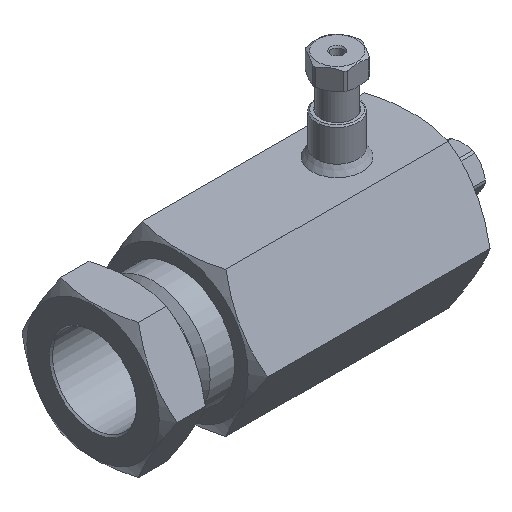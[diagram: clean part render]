
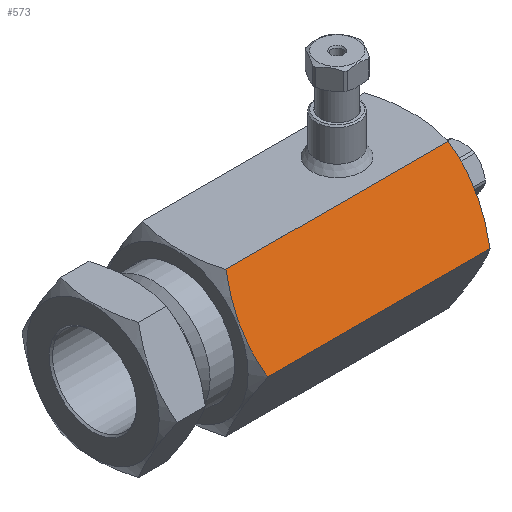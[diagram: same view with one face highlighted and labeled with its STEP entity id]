
A CAD part, isometric view. The second image highlights one B-rep face of the part: STEP entity #573.
In plain terms, the highlighted planar face has unit normal (0, -0.866, 0.5).
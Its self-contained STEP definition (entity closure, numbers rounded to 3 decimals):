
#324=CARTESIAN_POINT('',(35.22,-6.416,11.112));
#325=VERTEX_POINT('',#324);
#333=CARTESIAN_POINT('',(35.22,-12.831,0.));
#334=VERTEX_POINT('',#333);
#335=CARTESIAN_POINT('',(35.22,-6.416,11.112));
#336=CARTESIAN_POINT('',(37.072,-9.624,5.556));
#337=CARTESIAN_POINT('',(35.22,-12.831,0.));
#345=(BOUNDED_CURVE()B_SPLINE_CURVE(2,(#335,#336,#337),.UNSPECIFIED.,.F.,.U.)B_SPLINE_CURVE_WITH_KNOTS((3,3),(0.0,1.298),.UNSPECIFIED.)CURVE()GEOMETRIC_REPRESENTATION_ITEM()RATIONAL_B_SPLINE_CURVE((1.0,1.155,1.0))REPRESENTATION_ITEM(''));
#346=EDGE_CURVE('',#325,#334,#345,.T.);
#536=CARTESIAN_POINT('',(0.0,-5.124,13.35));
#537=DIRECTION('',(0.0,0.866,-0.5));
#538=DIRECTION('',(1.0,0.0,0.0));
#539=AXIS2_PLACEMENT_3D('',#536,#537,#538);
#540=PLANE('',#539);
#541=CARTESIAN_POINT('',(1.102,-12.831,0.));
#542=VERTEX_POINT('',#541);
#543=CARTESIAN_POINT('',(1.102,-6.416,11.112));
#544=VERTEX_POINT('',#543);
#545=CARTESIAN_POINT('',(1.102,-12.831,0.));
#546=CARTESIAN_POINT('',(-0.75,-9.624,5.556));
#547=CARTESIAN_POINT('',(1.102,-6.416,11.112));
#555=(BOUNDED_CURVE()B_SPLINE_CURVE(2,(#545,#546,#547),.UNSPECIFIED.,.F.,.U.)B_SPLINE_CURVE_WITH_KNOTS((3,3),(0.0,1.298),.UNSPECIFIED.)CURVE()GEOMETRIC_REPRESENTATION_ITEM()RATIONAL_B_SPLINE_CURVE((1.0,1.155,1.0))REPRESENTATION_ITEM(''));
#556=EDGE_CURVE('',#542,#544,#555,.T.);
#557=ORIENTED_EDGE('',*,*,#556,.F.);
#558=CARTESIAN_POINT('',(35.22,-12.831,0.));
#559=DIRECTION('',(-1.0,0.0,0.0));
#560=VECTOR('',#559,34.117);
#561=LINE('',#558,#560);
#562=EDGE_CURVE('',#334,#542,#561,.T.);
#563=ORIENTED_EDGE('',*,*,#562,.F.);
#564=ORIENTED_EDGE('',*,*,#346,.F.);
#565=CARTESIAN_POINT('',(1.102,-6.416,11.112));
#566=DIRECTION('',(1.0,0.0,0.0));
#567=VECTOR('',#566,34.117);
#568=LINE('',#565,#567);
#569=EDGE_CURVE('',#544,#325,#568,.T.);
#570=ORIENTED_EDGE('',*,*,#569,.F.);
#571=EDGE_LOOP('',(#557,#563,#564,#570));
#572=FACE_OUTER_BOUND('',#571,.T.);
#573=ADVANCED_FACE('',(#572),#540,.F.);
